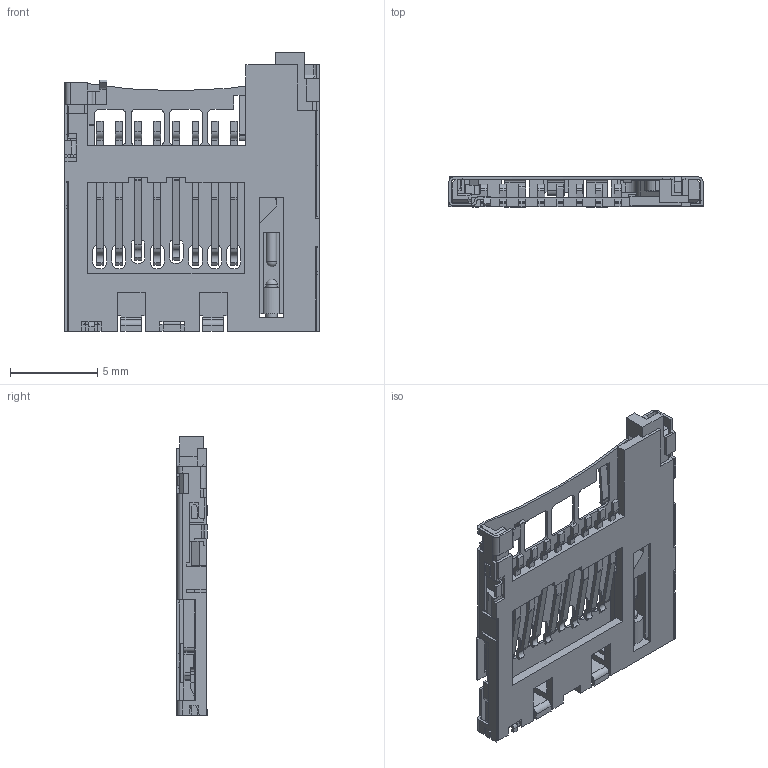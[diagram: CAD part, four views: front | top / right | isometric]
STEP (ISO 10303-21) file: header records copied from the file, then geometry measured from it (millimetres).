
FILE_DESCRIPTION(/* description */ (''),/* implementation_level */ '2;1');
FILE_NAME(/* name */ 'raspberry_pi_zero(microsd_slot).stp',/* time_stamp */ '2016-10-05T23:32:48-04:00',/* author */ (''),/* organization */ (''),/* preprocessor_version */ 'ST-DEVELOPER v16.5',/* originating_system */ 'Autodesk Translation Framework v5.1.0.3141',/* authorisation */ '');
FILE_SCHEMA (('AUTOMOTIVE_DESIGN { 1 0 10303 214 3 1 1 }'));
Length unit declared in the file: centimetre
Products named in the file (1): raspberry_pi_zero(microsd_slot)
Bounding box: 14.6 x 1.73 x 16 mm (x, y, z)
Volume: 126.9 mm3; surface area: 924.1 mm2
Topology: 1 solids, 1 shells, 836 faces, 2530 edges, 1671 vertices
Faces by surface type: plane 631, cylinder 203, sphere 2
Full cylindrical faces by diameter (mm): 0.6 x1, 0.66 x1
Entity records: 28243 total; most frequent: ORIENTED_EDGE 5046, CARTESIAN_POINT 5028, DIRECTION 4606, EDGE_CURVE 2523, LINE 2114, VECTOR 2114, VERTEX_POINT 1668, AXIS2_PLACEMENT_3D 1246
